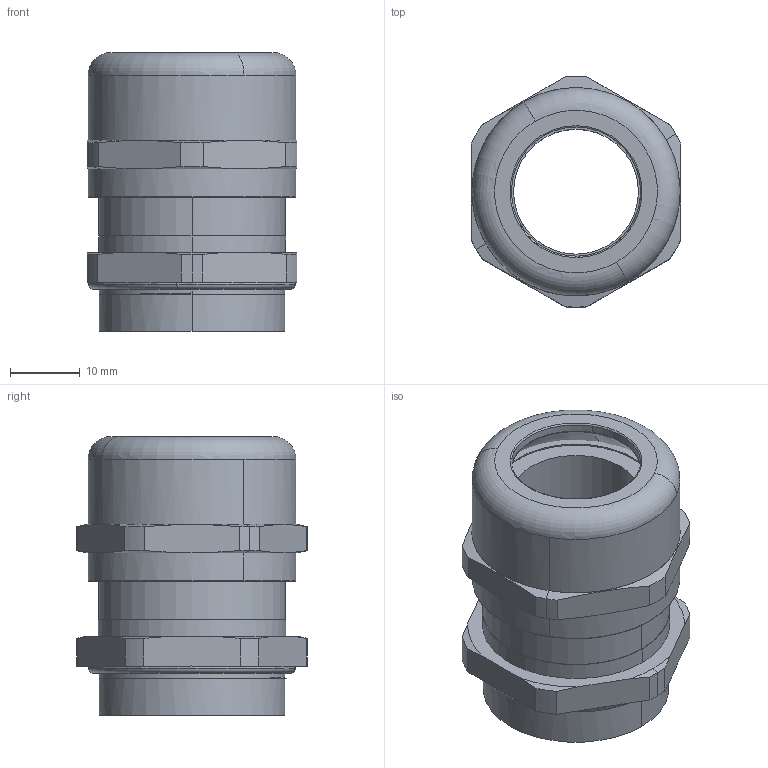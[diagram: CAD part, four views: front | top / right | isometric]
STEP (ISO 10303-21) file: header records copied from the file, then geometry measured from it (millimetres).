
FILE_DESCRIPTION(('CATIA V5R24 STEP','CAx-IF Rec.Pracs.--- Model Styling and Organization---1.2---2011-12-15'),'2;1');
FILE_NAME ('016439-2_1_1569110000_1569110000.stp','2018-03-28T07:23:00+00:00',('none'),('Weidmueller'),'CATIA Version 5-6 Release 2014 SP4 HF52','CATIA V5 STEP AP214','none');
FILE_SCHEMA(('AUTOMOTIVE_DESIGN { 1 0 10303 214 1 1 1 1 }'));
Length unit declared in the file: millimetre
Products named in the file (1): 65290_PG21
Bounding box: 30 x 33 x 39.82 mm (x, y, z)
Volume: 11296.9 mm3; surface area: 14671.4 mm2
Topology: 6 solids, 6 shells, 144 faces, 396 edges, 274 vertices
Faces by surface type: cylinder 59, plane 40, torus 24, cone 20, bspline 1
Entity records: 5705 total; most frequent: CARTESIAN_POINT 2171, ORIENTED_EDGE 792, DIRECTION 573, EDGE_CURVE 396, AXIS2_PLACEMENT_3D 335, VERTEX_POINT 274, CIRCLE 202, EDGE_LOOP 164
